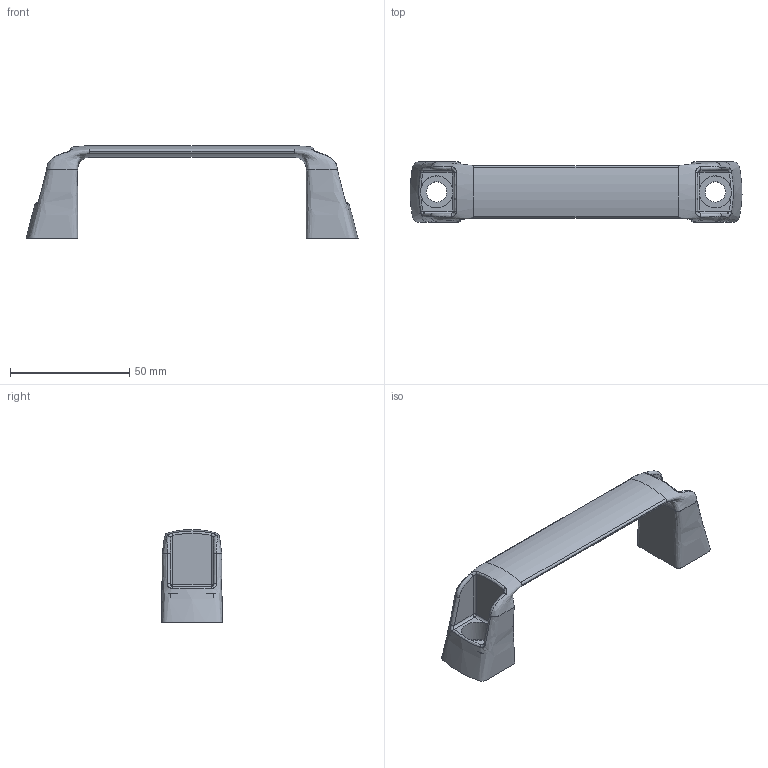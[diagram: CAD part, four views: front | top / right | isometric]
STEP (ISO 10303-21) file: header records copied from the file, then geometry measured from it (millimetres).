
FILE_DESCRIPTION(/* description */ (''),/* implementation_level */ '2;1');
FILE_NAME(/* name */ '620134.stp',/* time_stamp */ '2014-03-13T20:19:20+01:00',/* author */ ('jank'),/* organization */ ('Alutec K&K'),/* preprocessor_version */ 'ST-DEVELOPER v15.2',/* originating_system */ 'Autodesk Inventor 2014',/* authorisation */ '');
FILE_SCHEMA (('AUTOMOTIVE_DESIGN { 1 0 10303 214 3 1 1 }'));
Length unit declared in the file: millimetre
Products named in the file (1): 620134
Bounding box: 139.28 x 25.5 x 39 mm (x, y, z)
Volume: 25617 mm3; surface area: 15358.3 mm2
Topology: 1 solids, 1 shells, 100 faces, 267 edges, 169 vertices
Faces by surface type: plane 40, cylinder 32, bspline 24, sphere 4
Full cylindrical faces by diameter (mm): 8.5 x2, 13.5 x2
Entity records: 5298 total; most frequent: CARTESIAN_POINT 2940, ORIENTED_EDGE 514, DIRECTION 434, EDGE_CURVE 257, VERTEX_POINT 167, AXIS2_PLACEMENT_3D 161, LINE 112, VECTOR 112
